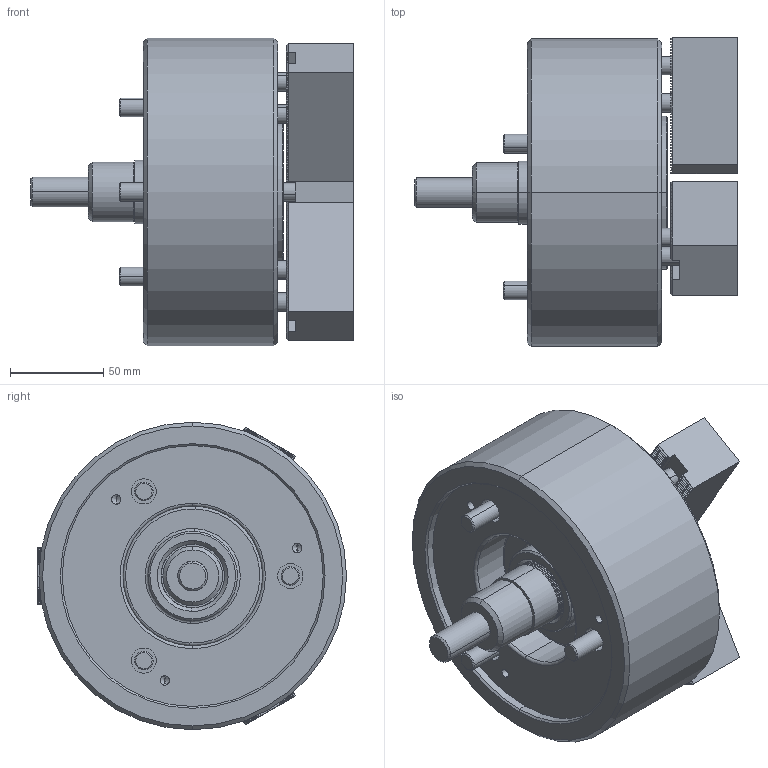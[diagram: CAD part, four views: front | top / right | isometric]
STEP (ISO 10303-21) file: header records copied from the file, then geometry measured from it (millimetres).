
FILE_DESCRIPTION (( 'STEP AP203' ), '1' );
FILE_NAME ('3N-06 外觀參考.STEP', '2017-06-02T03:26:41', ( 'temp' ), ( '' ), 'SwSTEP 2.0', 'SolidWorks 2016', '' );
FILE_SCHEMA (( 'CONFIG_CONTROL_DESIGN' ));
Length unit declared in the file: millimetre
Products named in the file (11): SJ-06; 3N-06-01000; M10x25; 3N-06-03000; 3N-06 外觀參考; 3N-06-04000; 3P-206中仁; 3P-06連接管螺帽; M16x90; M10x70; M5x10半圓頭
Assembly tree (21 placements, depth 2):
  3N-06 外觀參考
    3N-06-01000
    3N-06-03000
    3N-06-04000
    3P-206中仁
    3P-06連接管螺帽
    M16x90
    M10x70  x3
    M5x10半圓頭  x3
    SJ-06  x3
    M10x25  x6
Bounding box: 173.25 x 165.75 x 165 mm (x, y, z)
Volume: 1626062.7 mm3; surface area: 224648.2 mm2
Topology: 21 solids, 21 shells, 2107 faces, 5851 edges, 3826 vertices
Faces by surface type: plane 1482, cylinder 482, cone 126, torus 14, bspline 3
Entity records: 37467 total; most frequent: CARTESIAN_POINT 9872, ORIENTED_EDGE 5722, DIRECTION 5059, EDGE_CURVE 2861, VECTOR 2221, LINE 2221, VERTEX_POINT 1881, AXIS2_PLACEMENT_3D 1419
